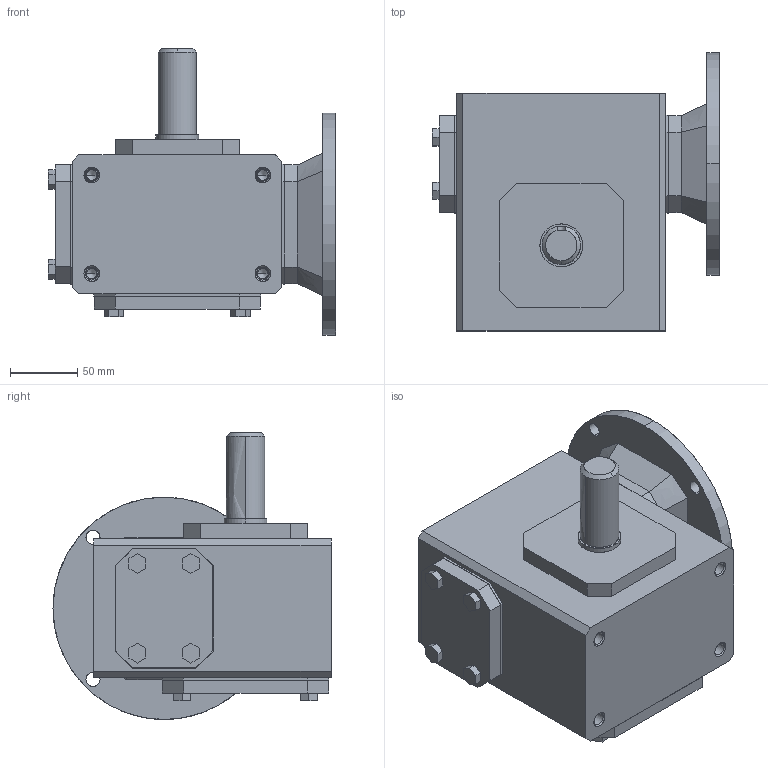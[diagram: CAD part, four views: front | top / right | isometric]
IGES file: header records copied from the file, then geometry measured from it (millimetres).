
Start section: SolidWorks IGES file using analytic representation for surfaces
Global section: file name: 23DEFAU08121220582192.igs; native system: SolidWorks 2017; preprocessor: SolidWorks 2017; author: partstream; date: 170812.122107; units: inch
Bounding box: 213.36 x 206.5 x 213.11 mm (x, y, z)
Surface area: 205707.7 mm2 (no closed solid volume)
Topology: 0 solids, 0 shells, 398 faces, 3978 edges, 3954 vertices
Faces by surface type: bspline 276, revolution 122
